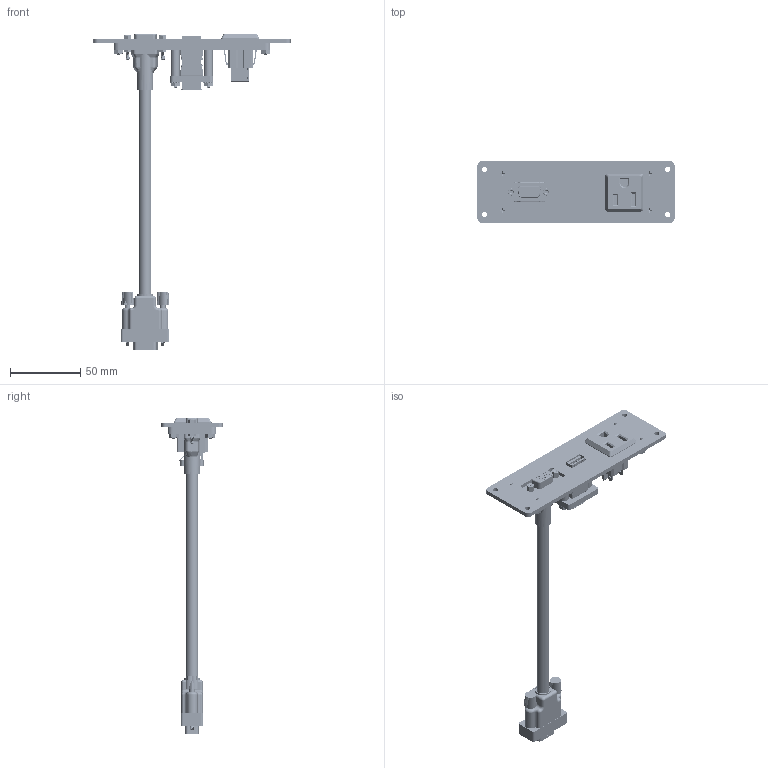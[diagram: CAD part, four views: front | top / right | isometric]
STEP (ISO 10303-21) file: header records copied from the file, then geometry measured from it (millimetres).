
FILE_DESCRIPTION (( 'STEP AP203' ), '1' );
FILE_NAME ('P-P6P22-H1R0_3D.STEP', '2022-05-05T19:57:33', ( '' ), ( '' ), 'SwSTEP 2.0', 'SolidWorks 2021', '' );
FILE_SCHEMA (( 'CONFIG_CONTROL_DESIGN' ));
Length unit declared in the file: millimetre
Products named in the file (16): P-P6P22-H1R0_3D; Z-002-4401_4HN_90675A005; P-P6P22-H1R0_TP180_1; P22; P-P6P22-H1R0_BP180_1; Z-000-440316 NUT_95130A110; Z-300-USB-A-FF; Z-000-440316 JACK SCREW_92710A212; Z-000-44011_4FH_90273A117; R; P6; Z-200-OTLT-R0SQ; P-P6P22-H1R0_FP120_1; Z-020-2028; Z-000-440716FH_90273A416; Z-001-SPR_3_4
Assembly tree (27 placements, depth 3):
  P-P6P22-H1R0_3D
    P-P6P22-H1R0_BP180_1
    P-P6P22-H1R0_FP120_1
    P-P6P22-H1R0_TP180_1
    P22
      Z-300-USB-A-FF
    Z-000-44011_4FH_90273A117  x2
    Z-001-SPR_3_4  x2
    Z-002-4401_4HN_90675A005  x6
    P6
      Z-020-2028
    Z-000-440316 JACK SCREW_92710A212  x2
    Z-000-440316 NUT_95130A110  x2
    Z-000-440716FH_90273A416  x4
    R
      Z-200-OTLT-R0SQ
Bounding box: 139.95 x 43.69 x 224.93 mm (x, y, z)
Volume: 75578.8 mm3; surface area: 60612.8 mm2
Topology: 49 solids, 49 shells, 4302 faces, 11737 edges, 7591 vertices
Faces by surface type: cylinder 1721, plane 1512, bspline 683, cone 347, sphere 24, torus 15
Entity records: 150405 total; most frequent: CARTESIAN_POINT 74281, ORIENTED_EDGE 17224, DIRECTION 13160, EDGE_CURVE 8612, VERTEX_POINT 5592, VECTOR 4708, LINE 4708, AXIS2_PLACEMENT_3D 4226
